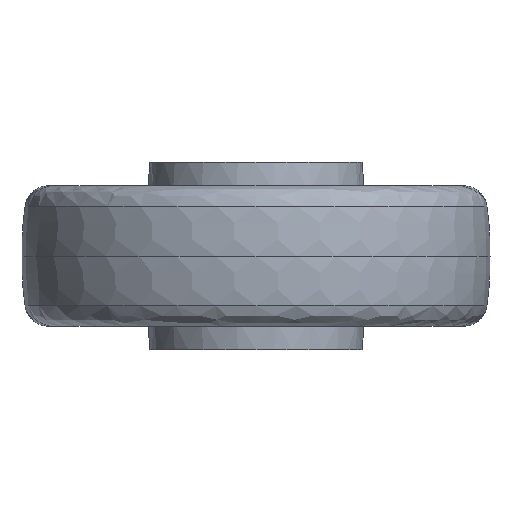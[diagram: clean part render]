
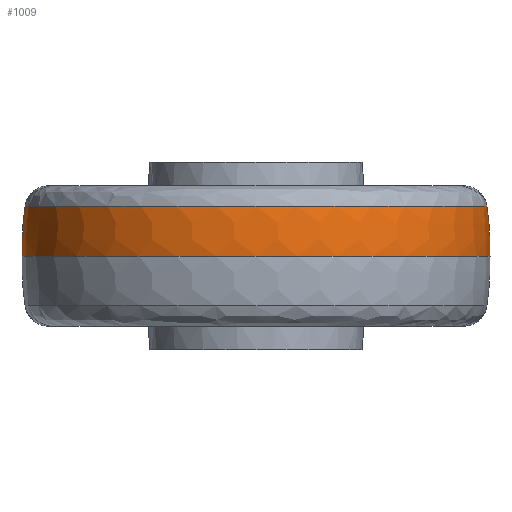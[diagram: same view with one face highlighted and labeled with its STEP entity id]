
A CAD part, front view. The second image highlights one B-rep face of the part: STEP entity #1009.
In plain terms, the highlighted toroidal (fillet/blend) face has major radius 24.98 mm and minor radius 100 mm.
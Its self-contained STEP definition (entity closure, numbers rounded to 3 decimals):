
#113 = DIRECTION ( 'NONE',  ( 0., 1., 0. ) ) ;
#178 = DIRECTION ( 'NONE',  ( -1., 0., 0. ) ) ;
#252 = CARTESIAN_POINT ( 'NONE',  ( -24.98, 0., 2.024 ) ) ;
#260 = EDGE_CURVE ( 'NONE', #2623, #3636, #3637, .T. ) ;
#506 = CARTESIAN_POINT ( 'NONE',  ( 0., 0., 0. ) ) ;
#668 = FACE_OUTER_BOUND ( 'NONE', #1991, .T. ) ;
#701 = DIRECTION ( 'NONE',  ( 0., 0., -1. ) ) ;
#981 = CARTESIAN_POINT ( 'NONE',  ( 0., 0., 16.007 ) ) ;
#997 = AXIS2_PLACEMENT_3D ( 'NONE', #5349, #2124, #701 ) ;
#1009 = ADVANCED_FACE ( 'NONE', ( #668 ), #1625, .T. ) ;
#1294 = CARTESIAN_POINT ( 'NONE',  ( 75., 0., 0. ) ) ;
#1335 = CARTESIAN_POINT ( 'NONE',  ( 0., 0., 2.024 ) ) ;
#1427 = CARTESIAN_POINT ( 'NONE',  ( 74.038, 0., 16.007 ) ) ;
#1444 = ORIENTED_EDGE ( 'NONE', *, *, #260, .T. ) ;
#1456 = ORIENTED_EDGE ( 'NONE', *, *, #5257, .F. ) ;
#1625 = TOROIDAL_SURFACE ( 'NONE', #2730, -24.98, 100. ) ;
#1863 = DIRECTION ( 'NONE',  ( -1., 0., 0. ) ) ;
#1991 = EDGE_LOOP ( 'NONE', ( #6356, #1444, #2696, #1456 ) ) ;
#2124 = DIRECTION ( 'NONE',  ( 0., -1., 0. ) ) ;
#2588 = CIRCLE ( 'NONE', #3591, 100. ) ;
#2623 = VERTEX_POINT ( 'NONE', #1427 ) ;
#2696 = ORIENTED_EDGE ( 'NONE', *, *, #3921, .T. ) ;
#2730 = AXIS2_PLACEMENT_3D ( 'NONE', #1335, #7168, #178 ) ;
#3375 = EDGE_CURVE ( 'NONE', #2623, #4173, #2588, .T. ) ;
#3591 = AXIS2_PLACEMENT_3D ( 'NONE', #252, #113, #1863 ) ;
#3636 = VERTEX_POINT ( 'NONE', #5863 ) ;
#3637 = CIRCLE ( 'NONE', #5079, 74.038 ) ;
#3921 = EDGE_CURVE ( 'NONE', #3636, #5753, #3946, .T. ) ;
#3946 = CIRCLE ( 'NONE', #997, 100. ) ;
#4173 = VERTEX_POINT ( 'NONE', #1294 ) ;
#5079 = AXIS2_PLACEMENT_3D ( 'NONE', #981, #6940, #6241 ) ;
#5257 = EDGE_CURVE ( 'NONE', #4173, #5753, #6647, .T. ) ;
#5349 = CARTESIAN_POINT ( 'NONE',  ( 24.98, 0., 2.024 ) ) ;
#5522 = CARTESIAN_POINT ( 'NONE',  ( -75., 0., 0. ) ) ;
#5753 = VERTEX_POINT ( 'NONE', #5522 ) ;
#5850 = DIRECTION ( 'NONE',  ( -1., 0., 0. ) ) ;
#5863 = CARTESIAN_POINT ( 'NONE',  ( -74.038, 0., 16.007 ) ) ;
#6241 = DIRECTION ( 'NONE',  ( -1., 0., 0. ) ) ;
#6356 = ORIENTED_EDGE ( 'NONE', *, *, #3375, .F. ) ;
#6647 = CIRCLE ( 'NONE', #7272, 75. ) ;
#6940 = DIRECTION ( 'NONE',  ( 0., 0., -1. ) ) ;
#7032 = DIRECTION ( 'NONE',  ( 0., 0., -1. ) ) ;
#7168 = DIRECTION ( 'NONE',  ( 0., 0., -1. ) ) ;
#7272 = AXIS2_PLACEMENT_3D ( 'NONE', #506, #7032, #5850 ) ;
